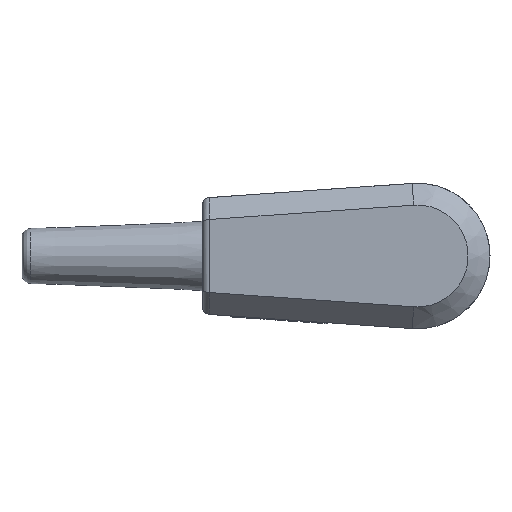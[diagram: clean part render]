
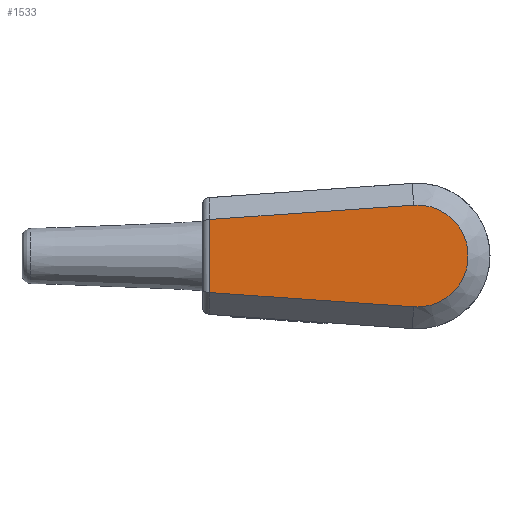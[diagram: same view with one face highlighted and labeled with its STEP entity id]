
A CAD part, left-side view. The second image highlights one B-rep face of the part: STEP entity #1533.
In plain terms, the highlighted planar face has unit normal (-1, 0, 0).
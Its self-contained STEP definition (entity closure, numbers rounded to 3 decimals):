
#1248=FACE_OUTER_BOUND('',#2150,.T.);
#1533=ADVANCED_FACE('4-0-6',(#1248),#1768,.T.);
#1768=PLANE('',#6660);
#2150=EDGE_LOOP('',(#3570,#3571,#3572,#3573));
#2390=CIRCLE('',#6659,7.);
#3570=ORIENTED_EDGE('',*,*,#5154,.T.);
#3571=ORIENTED_EDGE('',*,*,#5155,.T.);
#3572=ORIENTED_EDGE('',*,*,#5156,.T.);
#3573=ORIENTED_EDGE('',*,*,#5157,.T.);
#4427=VERTEX_POINT('',#9930);
#4428=VERTEX_POINT('',#9931);
#4429=VERTEX_POINT('',#9933);
#4430=VERTEX_POINT('',#9935);
#5154=EDGE_CURVE('',#4427,#4428,#5730,.T.);
#5155=EDGE_CURVE('',#4428,#4429,#5731,.T.);
#5156=EDGE_CURVE('',#4429,#4430,#2390,.T.);
#5157=EDGE_CURVE('',#4430,#4427,#5732,.T.);
#5730=LINE('',#9929,#6228);
#5731=LINE('',#9932,#6229);
#5732=LINE('',#9936,#6230);
#6228=VECTOR('',#7949,1.);
#6229=VECTOR('',#7950,1.);
#6230=VECTOR('',#7953,1.);
#6659=AXIS2_PLACEMENT_3D('',#9934,#7951,#7952);
#6660=AXIS2_PLACEMENT_3D('',#9937,#7954,#7955);
#7949=DIRECTION('',(0.,0.,-1.));
#7950=DIRECTION('',(0.,-0.998,-0.07));
#7951=DIRECTION('',(-1.,0.,0.));
#7952=DIRECTION('',(0.,0.07,-0.998));
#7953=DIRECTION('',(0.,0.998,-0.07));
#7954=DIRECTION('',(-1.,0.,0.));
#7955=DIRECTION('',(0.,0.,-1.));
#9929=CARTESIAN_POINT('',(-7.6,28.561,4.917));
#9930=CARTESIAN_POINT('',(-7.6,28.561,4.917));
#9931=CARTESIAN_POINT('',(-7.6,28.561,-5.131));
#9932=CARTESIAN_POINT('',(-7.6,28.561,-5.131));
#9933=CARTESIAN_POINT('',(-7.6,0.549,-7.09));
#9934=CARTESIAN_POINT('',(-7.6,0.061,-0.107));
#9935=CARTESIAN_POINT('',(-7.6,0.549,6.876));
#9936=CARTESIAN_POINT('',(-7.6,0.549,6.876));
#9937=CARTESIAN_POINT('',(-7.6,31.536,7.746));
